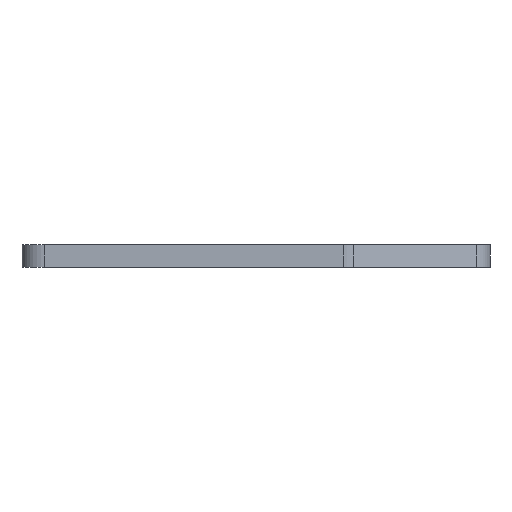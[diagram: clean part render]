
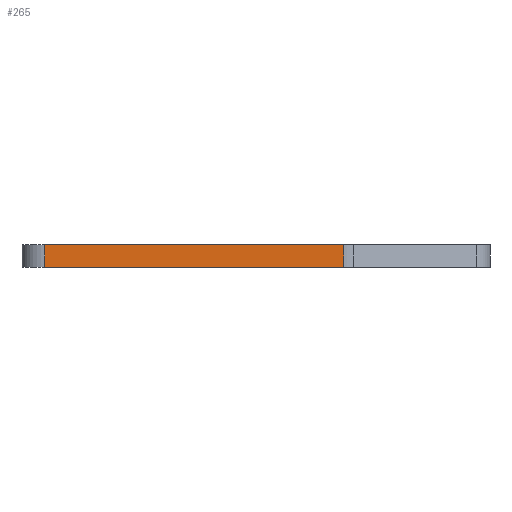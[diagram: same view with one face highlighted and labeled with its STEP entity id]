
A CAD part, left-side view. The second image highlights one B-rep face of the part: STEP entity #265.
In plain terms, the highlighted planar face has unit normal (-1, 0, 0).
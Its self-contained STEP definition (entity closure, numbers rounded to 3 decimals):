
#265=ADVANCED_FACE('',(#675),#677,.T.);
#675=FACE_BOUND('',#676,.T.);
#676=EDGE_LOOP('',(#1003,#1004,#1005,#1006));
#677=PLANE('',#678);
#678=AXIS2_PLACEMENT_3D('',#679,#680,#681);
#679=CARTESIAN_POINT('',(-29.,17.,0.));
#680=DIRECTION('',(-1.,0.,0.));
#681=DIRECTION('',(0.,-1.,0.));
#1003=ORIENTED_EDGE('',*,*,#1242,.T.);
#1004=ORIENTED_EDGE('',*,*,#1243,.T.);
#1005=ORIENTED_EDGE('',*,*,#1152,.F.);
#1006=ORIENTED_EDGE('',*,*,#1241,.F.);
#1152=EDGE_CURVE('',#1294,#1296,#1297,.T.);
#1241=EDGE_CURVE('',#1450,#1294,#1452,.T.);
#1242=EDGE_CURVE('',#1450,#1453,#1454,.T.);
#1243=EDGE_CURVE('',#1453,#1296,#1455,.T.);
#1294=VERTEX_POINT('',#1531);
#1296=VERTEX_POINT('',#1536);
#1297=LINE('',#1537,#1538);
#1450=VERTEX_POINT('',#1894);
#1452=LINE('',#1899,#1900);
#1453=VERTEX_POINT('',#1902);
#1454=LINE('',#1903,#1904);
#1455=LINE('',#1906,#1907);
#1531=CARTESIAN_POINT('',(-29.,17.,3.));
#1536=CARTESIAN_POINT('',(-29.,-22.603,3.));
#1537=CARTESIAN_POINT('',(-29.,17.,3.));
#1538=VECTOR('',#1539,1.);
#1539=DIRECTION('',(0.,-1.,0.));
#1894=CARTESIAN_POINT('',(-29.,17.,0.));
#1899=CARTESIAN_POINT('',(-29.,17.,0.));
#1900=VECTOR('',#1901,1.);
#1901=DIRECTION('',(0.,0.,1.));
#1902=CARTESIAN_POINT('',(-29.,-22.603,0.));
#1903=CARTESIAN_POINT('',(-29.,17.,0.));
#1904=VECTOR('',#1905,1.);
#1905=DIRECTION('',(0.,-1.,0.));
#1906=CARTESIAN_POINT('',(-29.,-22.603,0.));
#1907=VECTOR('',#1908,1.);
#1908=DIRECTION('',(0.,0.,1.));
